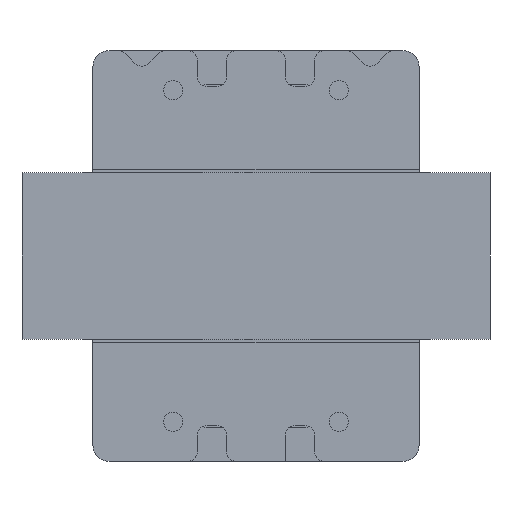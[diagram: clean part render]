
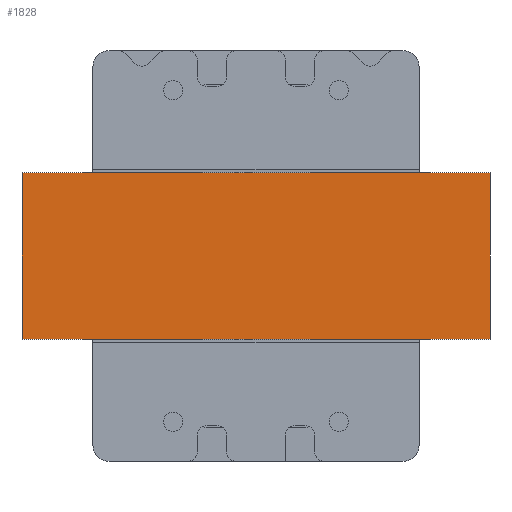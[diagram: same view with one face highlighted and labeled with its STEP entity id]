
A CAD part, front view. The second image highlights one B-rep face of the part: STEP entity #1828.
In plain terms, the highlighted planar face has unit normal (0, -1, 0).
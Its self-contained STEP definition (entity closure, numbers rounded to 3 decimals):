
#164=FACE_OUTER_BOUND('',#273,.T.);
#273=EDGE_LOOP('',(#1260,#1261,#1262,#1263));
#375=LINE('',#2701,#568);
#404=LINE('',#2759,#597);
#405=LINE('',#2762,#598);
#406=LINE('',#2763,#599);
#568=VECTOR('',#2136,10.);
#597=VECTOR('',#2185,10.);
#598=VECTOR('',#2188,10.);
#599=VECTOR('',#2189,10.);
#758=VERTEX_POINT('',#2694);
#761=VERTEX_POINT('',#2699);
#780=VERTEX_POINT('',#2757);
#781=VERTEX_POINT('',#2761);
#941=EDGE_CURVE('',#761,#758,#375,.T.);
#970=EDGE_CURVE('',#761,#780,#404,.T.);
#971=EDGE_CURVE('',#781,#780,#405,.T.);
#972=EDGE_CURVE('',#758,#781,#406,.T.);
#1260=ORIENTED_EDGE('',*,*,#970,.T.);
#1261=ORIENTED_EDGE('',*,*,#971,.F.);
#1262=ORIENTED_EDGE('',*,*,#972,.F.);
#1263=ORIENTED_EDGE('',*,*,#941,.F.);
#1759=PLANE('',#1956);
#1828=ADVANCED_FACE('',(#164),#1759,.T.);
#1956=AXIS2_PLACEMENT_3D('',#2760,#2186,#2187);
#2136=DIRECTION('',(-1.,0.,0.));
#2185=DIRECTION('',(0.,0.,1.));
#2186=DIRECTION('center_axis',(0.,-1.,0.));
#2187=DIRECTION('ref_axis',(1.,0.,0.));
#2188=DIRECTION('',(1.,0.,0.));
#2189=DIRECTION('',(0.,0.,1.));
#2694=CARTESIAN_POINT('',(-7.175,0.,-2.55));
#2699=CARTESIAN_POINT('',(7.175,0.,-2.55));
#2701=CARTESIAN_POINT('',(-7.175,0.,-2.55));
#2757=CARTESIAN_POINT('',(7.175,0.,2.55));
#2759=CARTESIAN_POINT('',(7.175,0.,0.));
#2760=CARTESIAN_POINT('Origin',(-7.175,0.,0.));
#2761=CARTESIAN_POINT('',(-7.175,0.,2.55));
#2762=CARTESIAN_POINT('',(-7.175,0.,2.55));
#2763=CARTESIAN_POINT('',(-7.175,0.,0.));
